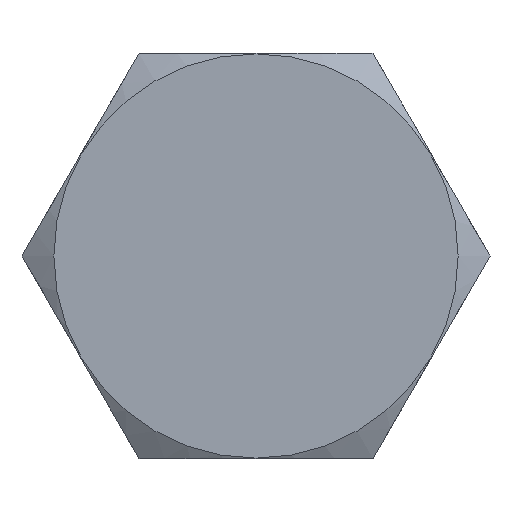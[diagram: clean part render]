
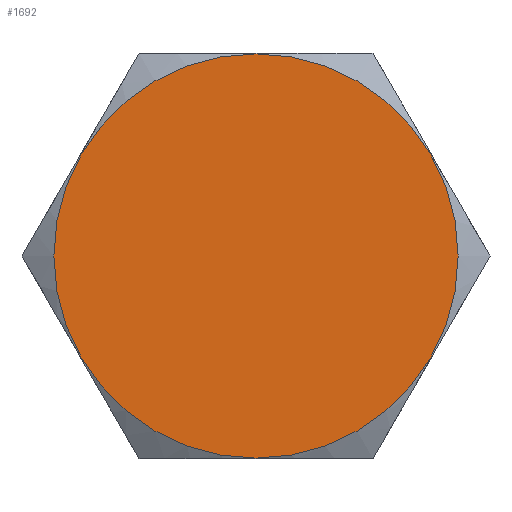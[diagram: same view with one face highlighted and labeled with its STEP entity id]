
A CAD part, left-side view. The second image highlights one B-rep face of the part: STEP entity #1692.
In plain terms, the highlighted planar face has unit normal (-1, 0, 0).
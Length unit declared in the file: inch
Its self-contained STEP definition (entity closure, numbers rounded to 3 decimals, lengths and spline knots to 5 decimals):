
#302 = VERTEX_POINT ( 'NONE', #4838 ) ;
#1367 = PLANE ( 'NONE',  #7327 ) ;
#1692 = ADVANCED_FACE ( 'NONE', ( #12260 ), #1367, .F. ) ;
#2447 = EDGE_LOOP ( 'NONE', ( #3970, #11849 ) ) ;
#2852 = DIRECTION ( 'NONE',  ( 0., 0., 1. ) ) ;
#3163 = AXIS2_PLACEMENT_3D ( 'NONE', #5776, #10456, #2852 ) ;
#3691 = CIRCLE ( 'NONE', #11796, 0.561 ) ;
#3970 = ORIENTED_EDGE ( 'NONE', *, *, #10700, .T. ) ;
#4080 = CARTESIAN_POINT ( 'NONE',  ( -0.492, 0., 0. ) ) ;
#4838 = CARTESIAN_POINT ( 'NONE',  ( -0.492, 0., -0.561 ) ) ;
#5776 = CARTESIAN_POINT ( 'NONE',  ( -0.492, 0., 0. ) ) ;
#6668 = DIRECTION ( 'NONE',  ( 0., 0., 1. ) ) ;
#6707 = DIRECTION ( 'NONE',  ( -1., 0., 0. ) ) ;
#7327 = AXIS2_PLACEMENT_3D ( 'NONE', #4080, #11913, #8885 ) ;
#8885 = DIRECTION ( 'NONE',  ( 0., 0., -1. ) ) ;
#9646 = CARTESIAN_POINT ( 'NONE',  ( -0.492, 0., 0.561 ) ) ;
#10004 = CIRCLE ( 'NONE', #3163, 0.561 ) ;
#10096 = EDGE_CURVE ( 'NONE', #11265, #302, #3691, .T. ) ;
#10456 = DIRECTION ( 'NONE',  ( -1., 0., 0. ) ) ;
#10700 = EDGE_CURVE ( 'NONE', #302, #11265, #10004, .T. ) ;
#11265 = VERTEX_POINT ( 'NONE', #9646 ) ;
#11485 = CARTESIAN_POINT ( 'NONE',  ( -0.492, 0., 0. ) ) ;
#11796 = AXIS2_PLACEMENT_3D ( 'NONE', #11485, #6707, #6668 ) ;
#11849 = ORIENTED_EDGE ( 'NONE', *, *, #10096, .T. ) ;
#11913 = DIRECTION ( 'NONE',  ( 1., 0., 0. ) ) ;
#12260 = FACE_OUTER_BOUND ( 'NONE', #2447, .T. ) ;
